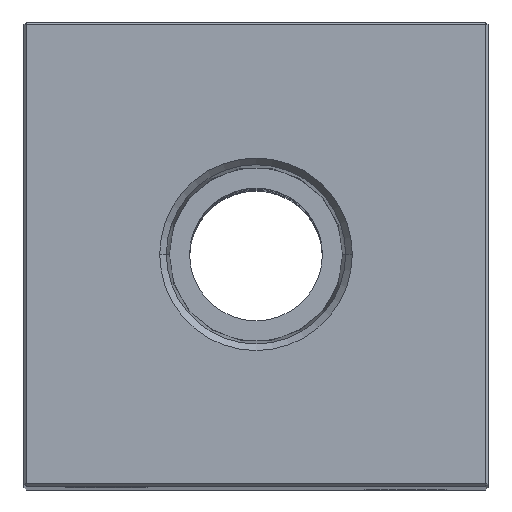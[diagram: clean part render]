
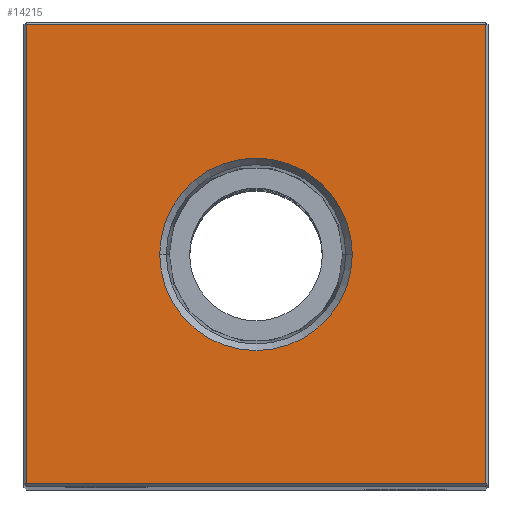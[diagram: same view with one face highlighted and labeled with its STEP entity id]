
A CAD part, top view. The second image highlights one B-rep face of the part: STEP entity #14215.
In plain terms, the highlighted planar face has unit normal (0, 0, 1).
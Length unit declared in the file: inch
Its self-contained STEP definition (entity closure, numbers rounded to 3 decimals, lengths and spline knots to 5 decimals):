
#209 = EDGE_CURVE ( 'NONE', #21186, #11521, #3177, .T. ) ;
#652 = LINE ( 'NONE', #10137, #7109 ) ;
#1072 = VERTEX_POINT ( 'NONE', #24495 ) ;
#3177 = LINE ( 'NONE', #21863, #12810 ) ;
#3950 = EDGE_CURVE ( 'NONE', #8421, #21186, #20301, .T. ) ;
#5376 = LINE ( 'NONE', #13465, #9431 ) ;
#5428 = DIRECTION ( 'NONE',  ( 1., 0., 0. ) ) ;
#5453 = PLANE ( 'NONE',  #20434 ) ;
#5470 = EDGE_LOOP ( 'NONE', ( #5717, #15741 ) ) ;
#5717 = ORIENTED_EDGE ( 'NONE', *, *, #12984, .F. ) ;
#6436 = CARTESIAN_POINT ( 'NONE',  ( -0.865, 0.865, 7.25 ) ) ;
#6683 = DIRECTION ( 'NONE',  ( -1., 0., 0. ) ) ;
#7109 = VECTOR ( 'NONE', #18063, 39.37008 ) ;
#7316 = CARTESIAN_POINT ( 'NONE',  ( 0., 0., 7.25 ) ) ;
#8421 = VERTEX_POINT ( 'NONE', #23716 ) ;
#9362 = FACE_BOUND ( 'NONE', #5470, .T. ) ;
#9431 = VECTOR ( 'NONE', #17238, 39.37008 ) ;
#10137 = CARTESIAN_POINT ( 'NONE',  ( 0.865, 0., 7.25 ) ) ;
#10199 = ORIENTED_EDGE ( 'NONE', *, *, #3950, .T. ) ;
#10677 = EDGE_CURVE ( 'NONE', #11521, #22988, #5376, .T. ) ;
#11521 = VERTEX_POINT ( 'NONE', #24529 ) ;
#11897 = CIRCLE ( 'NONE', #17109, 0.3626 ) ;
#12292 = DIRECTION ( 'NONE',  ( 0., -1., 0. ) ) ;
#12810 = VECTOR ( 'NONE', #12292, 39.37008 ) ;
#12984 = EDGE_CURVE ( 'NONE', #19191, #1072, #11897, .T. ) ;
#13166 = DIRECTION ( 'NONE',  ( 0., 0., -1. ) ) ;
#13465 = CARTESIAN_POINT ( 'NONE',  ( 0., -0.865, 7.25 ) ) ;
#13989 = CARTESIAN_POINT ( 'NONE',  ( 0.3626, 0., 7.25 ) ) ;
#14215 = ADVANCED_FACE ( 'NONE', ( #22740, #9362 ), #5453, .F. ) ;
#15741 = ORIENTED_EDGE ( 'NONE', *, *, #17407, .F. ) ;
#16408 = AXIS2_PLACEMENT_3D ( 'NONE', #16572, #24258, #17973 ) ;
#16572 = CARTESIAN_POINT ( 'NONE',  ( 0., 0., 7.25 ) ) ;
#16822 = EDGE_CURVE ( 'NONE', #22988, #8421, #652, .T. ) ;
#17053 = CARTESIAN_POINT ( 'NONE',  ( 0., 0., 7.25 ) ) ;
#17109 = AXIS2_PLACEMENT_3D ( 'NONE', #7316, #18424, #5428 ) ;
#17238 = DIRECTION ( 'NONE',  ( 1., 0., 0. ) ) ;
#17258 = ORIENTED_EDGE ( 'NONE', *, *, #10677, .T. ) ;
#17375 = ORIENTED_EDGE ( 'NONE', *, *, #209, .T. ) ;
#17407 = EDGE_CURVE ( 'NONE', #1072, #19191, #24036, .T. ) ;
#17973 = DIRECTION ( 'NONE',  ( 1., 0., 0. ) ) ;
#18063 = DIRECTION ( 'NONE',  ( 0., 1., 0. ) ) ;
#18424 = DIRECTION ( 'NONE',  ( 0., 0., 1. ) ) ;
#18530 = CARTESIAN_POINT ( 'NONE',  ( 0., 0.865, 7.25 ) ) ;
#19191 = VERTEX_POINT ( 'NONE', #13989 ) ;
#19203 = VECTOR ( 'NONE', #6683, 39.37008 ) ;
#19965 = CARTESIAN_POINT ( 'NONE',  ( 0.865, -0.865, 7.25 ) ) ;
#20044 = ORIENTED_EDGE ( 'NONE', *, *, #16822, .T. ) ;
#20301 = LINE ( 'NONE', #18530, #19203 ) ;
#20434 = AXIS2_PLACEMENT_3D ( 'NONE', #17053, #13166, #24739 ) ;
#21186 = VERTEX_POINT ( 'NONE', #6436 ) ;
#21863 = CARTESIAN_POINT ( 'NONE',  ( -0.865, 0., 7.25 ) ) ;
#22740 = FACE_OUTER_BOUND ( 'NONE', #23102, .T. ) ;
#22988 = VERTEX_POINT ( 'NONE', #19965 ) ;
#23102 = EDGE_LOOP ( 'NONE', ( #17375, #17258, #20044, #10199 ) ) ;
#23716 = CARTESIAN_POINT ( 'NONE',  ( 0.865, 0.865, 7.25 ) ) ;
#24036 = CIRCLE ( 'NONE', #16408, 0.3626 ) ;
#24258 = DIRECTION ( 'NONE',  ( 0., 0., 1. ) ) ;
#24495 = CARTESIAN_POINT ( 'NONE',  ( -0.3626, 0., 7.25 ) ) ;
#24529 = CARTESIAN_POINT ( 'NONE',  ( -0.865, -0.865, 7.25 ) ) ;
#24739 = DIRECTION ( 'NONE',  ( -1., 0., 0. ) ) ;
